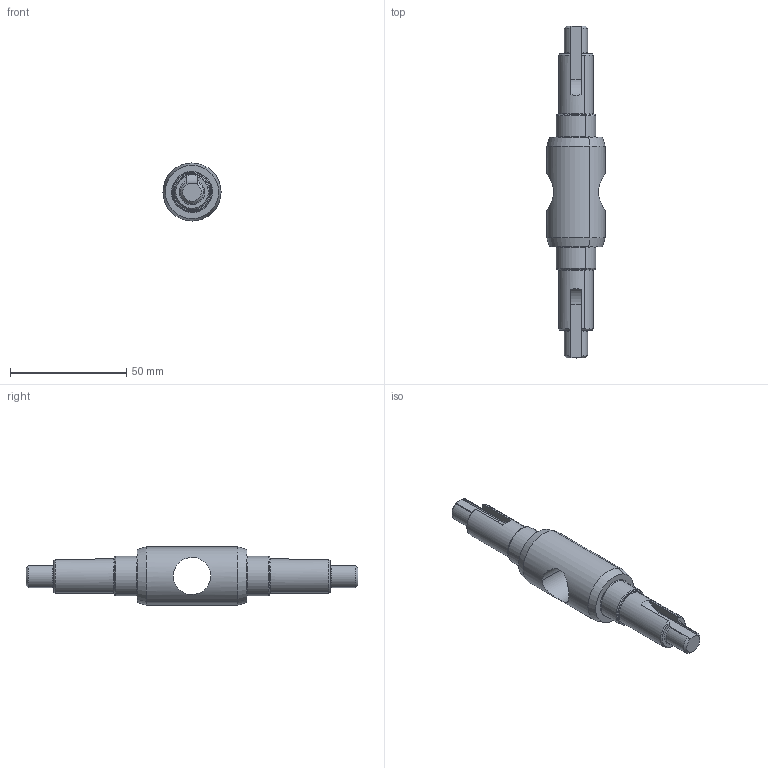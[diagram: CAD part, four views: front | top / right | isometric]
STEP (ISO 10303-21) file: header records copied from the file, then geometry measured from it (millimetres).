
FILE_DESCRIPTION(('CATIA V5 STEP Exchange'),'2;1');
FILE_NAME('EOLX1.1-D-110-003_A.stp','2020-01-30T21:56:03+00:00',('none'),('none'),'CATIA Version 5 Release 21 GA (IN-10)','CATIA V5 STEP AP203','none');
FILE_SCHEMA(('CONFIG_CONTROL_DESIGN'));
Length unit declared in the file: millimetre
Products named in the file (1): EOLX1.1-D-110-003_A
Bounding box: 25 x 143 x 24.99 mm (x, y, z)
Volume: 32896.1 mm3; surface area: 9549 mm2
Topology: 1 solids, 1 shells, 72 faces, 174 edges, 108 vertices
Faces by surface type: cylinder 22, cone 18, torus 18, plane 14
Entity records: 2046 total; most frequent: CARTESIAN_POINT 522, ORIENTED_EDGE 348, DIRECTION 222, EDGE_CURVE 174, AXIS2_PLACEMENT_3D 130, VERTEX_POINT 108, CIRCLE 88, EDGE_LOOP 78
